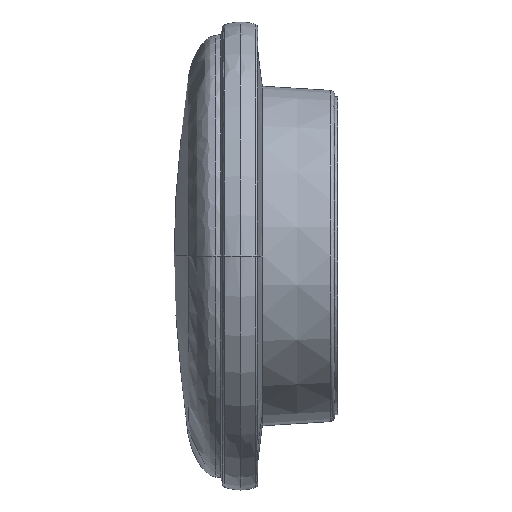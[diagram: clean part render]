
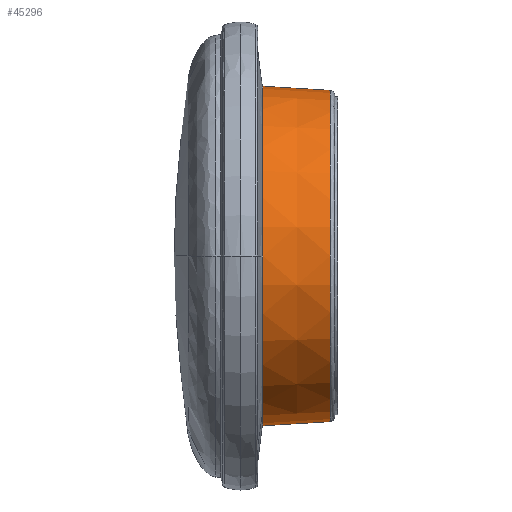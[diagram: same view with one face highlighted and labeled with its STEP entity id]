
A CAD part, left-side view. The second image highlights one B-rep face of the part: STEP entity #45296.
In plain terms, the highlighted conical face has half-angle 3.5 degrees and reference radius 54.395 mm.
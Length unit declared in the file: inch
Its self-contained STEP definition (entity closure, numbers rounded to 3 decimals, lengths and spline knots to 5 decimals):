
#2509 = CARTESIAN_POINT ( 'NONE',  ( 0., -0.99573, -2.08958 ) ) ;
#2843 = DIRECTION ( 'NONE',  ( 0., 1., 0. ) ) ;
#4746 = LINE ( 'NONE', #26030, #6053 ) ;
#6053 = VECTOR ( 'NONE', #68844, 39.37008 ) ;
#8080 = CARTESIAN_POINT ( 'NONE',  ( 0., -0.99573, 2.08958 ) ) ;
#16448 = CARTESIAN_POINT ( 'NONE',  ( 0., -0.14644, -2.14153 ) ) ;
#21050 = DIRECTION ( 'NONE',  ( 1., 0., 0. ) ) ;
#24883 = VERTEX_POINT ( 'NONE', #16448 ) ;
#25174 = CARTESIAN_POINT ( 'NONE',  ( 0., -0.99573, 0. ) ) ;
#26030 = CARTESIAN_POINT ( 'NONE',  ( 0., -0.14644, -2.14153 ) ) ;
#27489 = EDGE_LOOP ( 'NONE', ( #60323, #29763, #32622, #35313 ) ) ;
#29763 = ORIENTED_EDGE ( 'NONE', *, *, #60019, .T. ) ;
#29764 = DIRECTION ( 'NONE',  ( 1., 0., 0. ) ) ;
#32242 = CARTESIAN_POINT ( 'NONE',  ( 0., -0.14644, 0. ) ) ;
#32622 = ORIENTED_EDGE ( 'NONE', *, *, #40591, .T. ) ;
#34930 = LINE ( 'NONE', #45538, #58815 ) ;
#35313 = ORIENTED_EDGE ( 'NONE', *, *, #63181, .T. ) ;
#37837 = DIRECTION ( 'NONE',  ( 0., 1., 0. ) ) ;
#40591 = EDGE_CURVE ( 'NONE', #63285, #41977, #34930, .T. ) ;
#41795 = CIRCLE ( 'NONE', #53062, 2.08958 ) ;
#41977 = VERTEX_POINT ( 'NONE', #64092 ) ;
#42658 = AXIS2_PLACEMENT_3D ( 'NONE', #32242, #37837, #64163 ) ;
#42790 = FACE_OUTER_BOUND ( 'NONE', #27489, .T. ) ;
#44098 = AXIS2_PLACEMENT_3D ( 'NONE', #51638, #69122, #21050 ) ;
#45296 = ADVANCED_FACE ( 'NONE', ( #42790 ), #50492, .T. ) ;
#45538 = CARTESIAN_POINT ( 'NONE',  ( 0., -0.14644, 2.14153 ) ) ;
#50492 = CONICAL_SURFACE ( 'NONE', #42658, 2.14153, 0.061 ) ;
#51638 = CARTESIAN_POINT ( 'NONE',  ( 0., -0.14644, 0. ) ) ;
#53062 = AXIS2_PLACEMENT_3D ( 'NONE', #25174, #2843, #29764 ) ;
#58815 = VECTOR ( 'NONE', #66878, 39.37008 ) ;
#60019 = EDGE_CURVE ( 'NONE', #66692, #63285, #41795, .T. ) ;
#60323 = ORIENTED_EDGE ( 'NONE', *, *, #63014, .F. ) ;
#63014 = EDGE_CURVE ( 'NONE', #66692, #24883, #4746, .T. ) ;
#63181 = EDGE_CURVE ( 'NONE', #41977, #24883, #67578, .T. ) ;
#63285 = VERTEX_POINT ( 'NONE', #8080 ) ;
#64092 = CARTESIAN_POINT ( 'NONE',  ( 0., -0.14644, 2.14153 ) ) ;
#64163 = DIRECTION ( 'NONE',  ( 0., 0., 1. ) ) ;
#66692 = VERTEX_POINT ( 'NONE', #2509 ) ;
#66878 = DIRECTION ( 'NONE',  ( 0., 0.998, 0.061 ) ) ;
#67578 = CIRCLE ( 'NONE', #44098, 2.14153 ) ;
#68844 = DIRECTION ( 'NONE',  ( 0., 0.998, -0.061 ) ) ;
#69122 = DIRECTION ( 'NONE',  ( 0., -1., 0. ) ) ;
